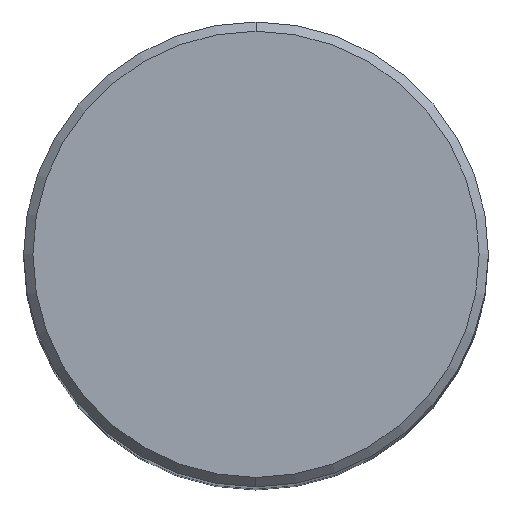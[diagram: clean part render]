
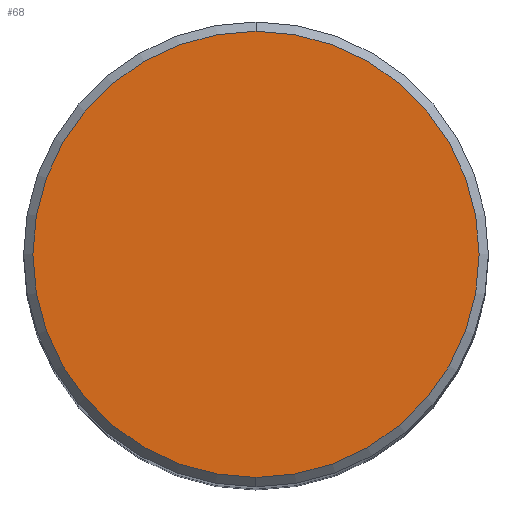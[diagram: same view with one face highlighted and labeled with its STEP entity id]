
A CAD part, top view. The second image highlights one B-rep face of the part: STEP entity #68.
In plain terms, the highlighted planar face has unit normal (0, 0, 1).
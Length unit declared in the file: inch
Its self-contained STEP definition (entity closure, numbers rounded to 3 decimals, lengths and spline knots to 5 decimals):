
#14 = DIRECTION ( 'NONE',  ( 0., 0., -1. ) ) ;
#15 = AXIS2_PLACEMENT_3D ( 'NONE', #196, #326, #409 ) ;
#30 = DIRECTION ( 'NONE',  ( 0., 0., 1. ) ) ;
#51 = AXIS2_PLACEMENT_3D ( 'NONE', #291, #30, #159 ) ;
#52 = DIRECTION ( 'NONE',  ( 0., 1., 0. ) ) ;
#68 = ADVANCED_FACE ( 'NONE', ( #254 ), #311, .F. ) ;
#83 = CARTESIAN_POINT ( 'NONE',  ( 0., 0.48, 0. ) ) ;
#111 = AXIS2_PLACEMENT_3D ( 'NONE', #252, #14, #52 ) ;
#159 = DIRECTION ( 'NONE',  ( 0., -1., 0. ) ) ;
#177 = ORIENTED_EDGE ( 'NONE', *, *, #228, .T. ) ;
#188 = EDGE_CURVE ( 'NONE', #237, #366, #379, .T. ) ;
#196 = CARTESIAN_POINT ( 'NONE',  ( 0., 0., 0. ) ) ;
#228 = EDGE_CURVE ( 'NONE', #366, #237, #239, .T. ) ;
#237 = VERTEX_POINT ( 'NONE', #382 ) ;
#239 = CIRCLE ( 'NONE', #51, 0.48 ) ;
#250 = EDGE_LOOP ( 'NONE', ( #177, #309 ) ) ;
#252 = CARTESIAN_POINT ( 'NONE',  ( 0., 0.48, 0. ) ) ;
#254 = FACE_OUTER_BOUND ( 'NONE', #250, .T. ) ;
#291 = CARTESIAN_POINT ( 'NONE',  ( 0., 0., 0. ) ) ;
#309 = ORIENTED_EDGE ( 'NONE', *, *, #188, .T. ) ;
#311 = PLANE ( 'NONE',  #111 ) ;
#326 = DIRECTION ( 'NONE',  ( 0., 0., 1. ) ) ;
#366 = VERTEX_POINT ( 'NONE', #83 ) ;
#379 = CIRCLE ( 'NONE', #15, 0.48 ) ;
#382 = CARTESIAN_POINT ( 'NONE',  ( 0., -0.48, 0. ) ) ;
#409 = DIRECTION ( 'NONE',  ( 0., -1., 0. ) ) ;
